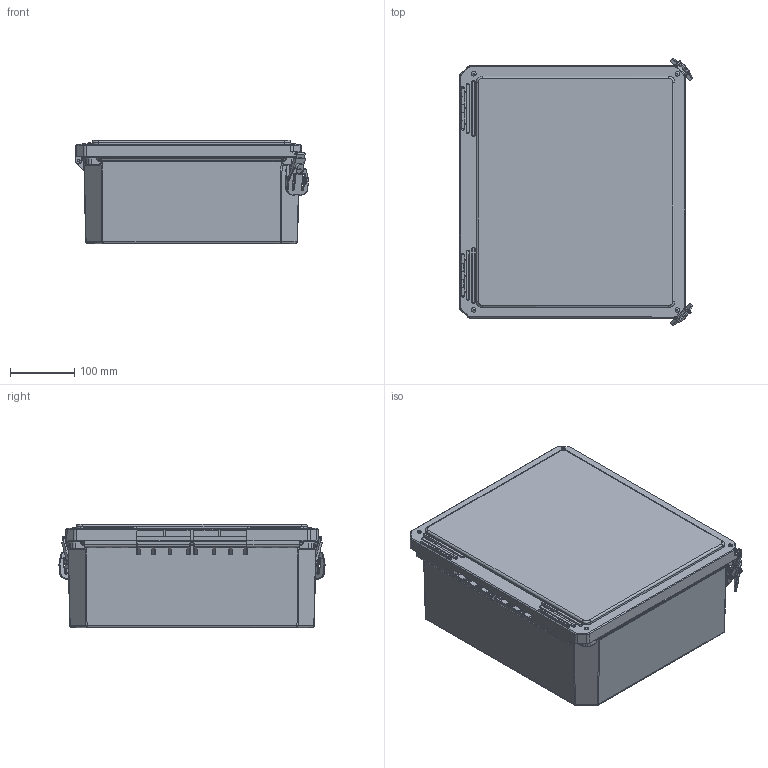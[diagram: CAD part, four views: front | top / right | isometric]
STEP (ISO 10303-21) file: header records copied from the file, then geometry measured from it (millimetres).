
FILE_DESCRIPTION (( 'STEP AP214' ), '1' );
FILE_NAME ('FR141206HLL.STEP', '2018-10-31T20:52:40', ( '' ), ( '' ), 'SwSTEP 2.0', 'SolidWorks 2018', '' );
FILE_SCHEMA (( 'AUTOMOTIVE_DESIGN' ));
Length unit declared in the file: inch
Products named in the file (1): FR141206HLL
Bounding box: 363.15 x 415.22 x 161.12 mm (x, y, z)
Volume: 1983563.6 mm3; surface area: 1056156.1 mm2
Topology: 37 solids, 37 shells, 2343 faces, 5730 edges, 3402 vertices
Faces by surface type: cylinder 924, plane 803, bspline 556, cone 48, torus 12
Full cylindrical faces by diameter (mm): 1.267 x4, 1.27 x2, 2.489 x4, 3.429 x4, 3.48 x4, 3.81 x4, 3.861 x8, 3.962 x16, 5.08 x4, 5.3 x4, 5.563 x2, 5.766 x2, 6.248 x16, 6.401 x4, 6.426 x4, 7.937 x2, 9.22 x2, 11.049 x2, 15.24 x2
Entity records: 125460 total; most frequent: CARTESIAN_POINT 45941, ORIENTED_EDGE 10984, DIRECTION 8332, EDGE_CURVE 5492, VERTEX_POINT 3366, AXIS2_PLACEMENT_3D 2800, LINE 2732, VECTOR 2732
